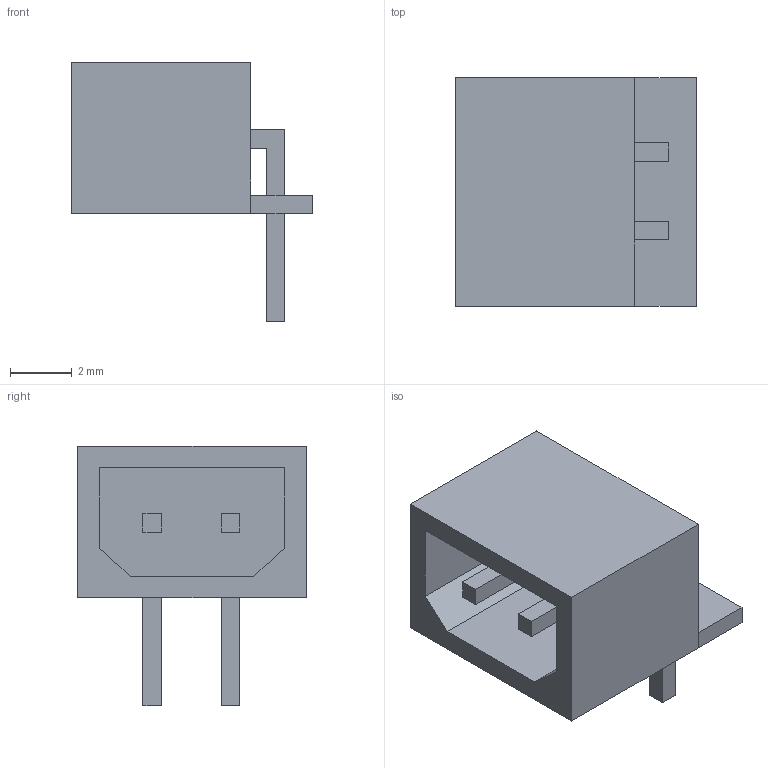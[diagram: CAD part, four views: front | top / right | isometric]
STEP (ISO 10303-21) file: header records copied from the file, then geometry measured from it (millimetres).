
FILE_DESCRIPTION(('FreeCAD Model'),'2;1');
FILE_NAME('MOLEX-5268-02.step','2020-10-24T10:32:53',('Author'),( ''),'Open CASCADE STEP processor 7.3','FreeCAD','Unknown');
FILE_SCHEMA(('AUTOMOTIVE_DESIGN { 1 0 10303 214 1 1 1 1 }'));
Length unit declared in the file: millimetre
Products named in the file (2): Pad018; Array003
Bounding box: 7.8 x 7.4 x 8.4 mm (x, y, z)
Volume: 123.7 mm3; surface area: 416.1 mm2
Topology: 3 solids, 3 shells, 45 faces, 107 edges, 70 vertices
Faces by surface type: plane 45
Entity records: 2686 total; most frequent: CARTESIAN_POINT 461, DIRECTION 389, LINE 297, VECTOR 297, ORIENTED_EDGE 214, PCURVE 214, DEFINITIONAL_REPRESENTATION 214, EDGE_CURVE 107
